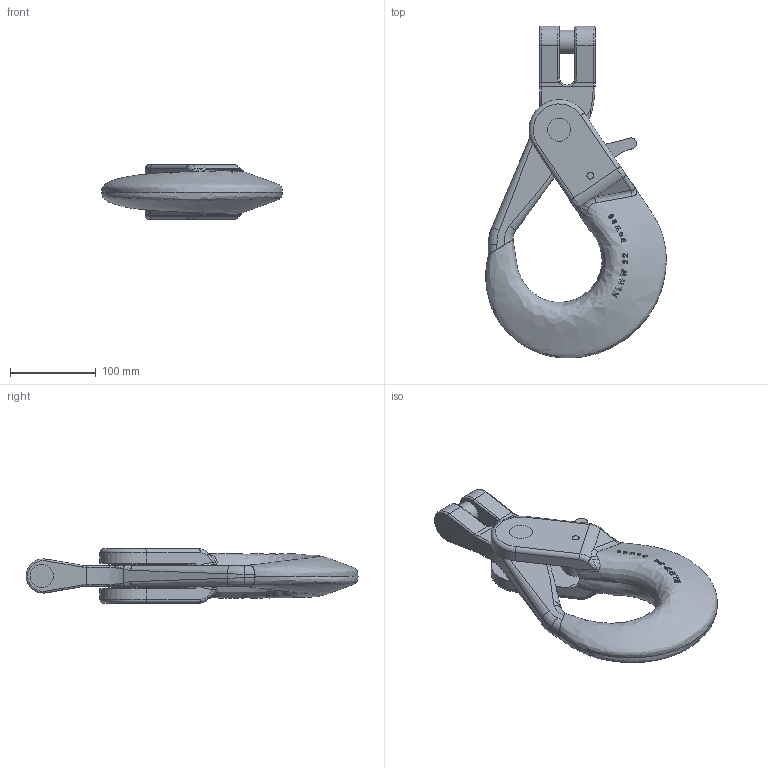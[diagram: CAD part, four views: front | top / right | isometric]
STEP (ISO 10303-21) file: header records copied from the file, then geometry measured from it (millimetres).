
FILE_DESCRIPTION(/* description */ (''),/* implementation_level */ '2;1');
FILE_NAME(/* name */ 'KLHW 22_Kundenmodell zusammenbau.stp',/* time_stamp */ '2011-12-23T14:29:10+01:00',/* author */ (''),/* organization */ (''),/* preprocessor_version */ 'ST-DEVELOPER v11',/* originating_system */ 'SIEMENS PLM Software NX 7.5',/* authorisation */ '');
FILE_SCHEMA (('AUTOMOTIVE_DESIGN { 1 0 10303 214 1 1 1 1 }'));
Length unit declared in the file: millimetre
Products named in the file (1): kse9A0Cnjix
Bounding box: 210.98 x 387.54 x 64 mm (x, y, z)
Volume: 1445297.1 mm3; surface area: 193190.2 mm2
Topology: 17 solids, 17 shells, 310 faces, 746 edges, 471 vertices
Faces by surface type: plane 126, bspline 60, cylinder 58, extrusion 42, torus 24
Full cylindrical faces by diameter (mm): 6.9 x1, 8 x3, 27 x8
Entity records: 16365 total; most frequent: CARTESIAN_POINT 9941, ORIENTED_EDGE 1448, DIRECTION 985, EDGE_CURVE 724, VERTEX_POINT 462, B_SPLINE_CURVE_WITH_KNOTS 368, AXIS2_PLACEMENT_3D 363, EDGE_LOOP 346
